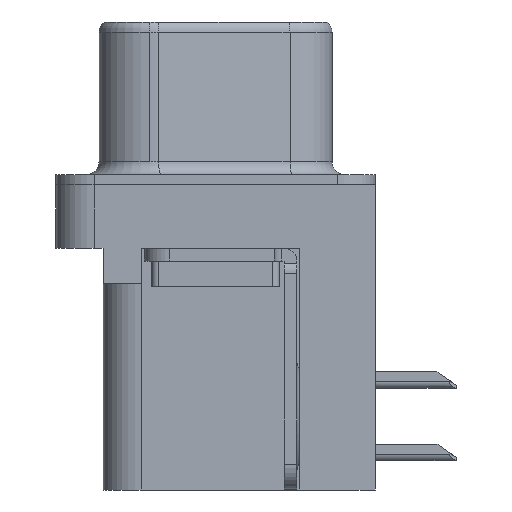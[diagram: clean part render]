
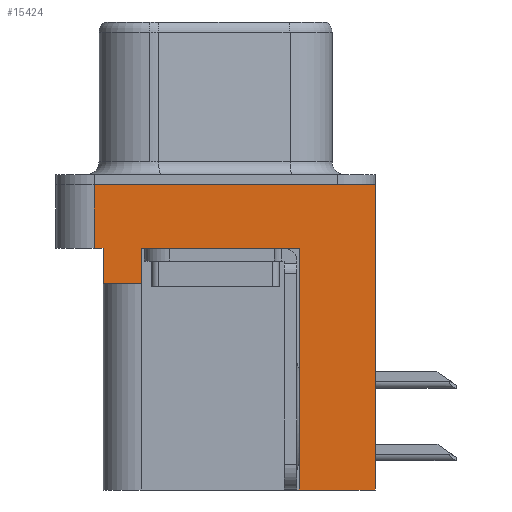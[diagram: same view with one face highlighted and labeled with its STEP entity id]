
A CAD part, left-side view. The second image highlights one B-rep face of the part: STEP entity #15424.
In plain terms, the highlighted planar face has unit normal (-1, 0, 0).
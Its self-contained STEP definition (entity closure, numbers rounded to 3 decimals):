
#513 = DIRECTION ( 'NONE',  ( 0., -1., 0. ) ) ;
#1206 = DIRECTION ( 'NONE',  ( 0., 0., 1. ) ) ;
#2334 = VECTOR ( 'NONE', #1206, 1000. ) ;
#2424 = EDGE_CURVE ( 'NONE', #16736, #8920, #7597, .T. ) ;
#2435 = CARTESIAN_POINT ( 'NONE',  ( -2.935, -3.295, -2.5 ) ) ;
#2608 = DIRECTION ( 'NONE',  ( 0., 0., 1. ) ) ;
#2781 = CARTESIAN_POINT ( 'NONE',  ( -2.935, 2.895, -3.9 ) ) ;
#2855 = LINE ( 'NONE', #12087, #2334 ) ;
#2970 = DIRECTION ( 'NONE',  ( 0., 0., 1. ) ) ;
#3008 = VERTEX_POINT ( 'NONE', #18339 ) ;
#3109 = CARTESIAN_POINT ( 'NONE',  ( -2.935, -6.275, -2.5 ) ) ;
#3585 = ORIENTED_EDGE ( 'NONE', *, *, #9078, .F. ) ;
#3811 = LINE ( 'NONE', #10611, #7244 ) ;
#3963 = VECTOR ( 'NONE', #15729, 1000. ) ;
#3992 = LINE ( 'NONE', #8469, #18066 ) ;
#5506 = VERTEX_POINT ( 'NONE', #8940 ) ;
#5727 = VERTEX_POINT ( 'NONE', #9402 ) ;
#5842 = CARTESIAN_POINT ( 'NONE',  ( -2.935, -6.275, -2.5 ) ) ;
#5858 = VERTEX_POINT ( 'NONE', #9359 ) ;
#6269 = EDGE_CURVE ( 'NONE', #5727, #5506, #2855, .T. ) ;
#6369 = EDGE_CURVE ( 'NONE', #20256, #3008, #7734, .T. ) ;
#7140 = DIRECTION ( 'NONE',  ( -1., 0., 0. ) ) ;
#7208 = DIRECTION ( 'NONE',  ( 0., 0., 1. ) ) ;
#7244 = VECTOR ( 'NONE', #2608, 1000. ) ;
#7474 = ORIENTED_EDGE ( 'NONE', *, *, #6269, .T. ) ;
#7597 = LINE ( 'NONE', #18859, #14315 ) ;
#7734 = LINE ( 'NONE', #5842, #16927 ) ;
#8126 = LINE ( 'NONE', #11214, #3963 ) ;
#8139 = LINE ( 'NONE', #12385, #13346 ) ;
#8469 = CARTESIAN_POINT ( 'NONE',  ( -2.935, -6.275, 0. ) ) ;
#8920 = VERTEX_POINT ( 'NONE', #8929 ) ;
#8929 = CARTESIAN_POINT ( 'NONE',  ( -2.935, 4.425, -3.9 ) ) ;
#8940 = CARTESIAN_POINT ( 'NONE',  ( -2.935, -6.275, 0. ) ) ;
#8975 = CARTESIAN_POINT ( 'NONE',  ( -2.935, -3.295, -12. ) ) ;
#9078 = EDGE_CURVE ( 'NONE', #20256, #16377, #3811, .T. ) ;
#9211 = LINE ( 'NONE', #19242, #9457 ) ;
#9269 = VERTEX_POINT ( 'NONE', #2435 ) ;
#9335 = LINE ( 'NONE', #8975, #9591 ) ;
#9359 = CARTESIAN_POINT ( 'NONE',  ( -2.935, -3.295, -12. ) ) ;
#9402 = CARTESIAN_POINT ( 'NONE',  ( -2.935, -6.275, -12. ) ) ;
#9457 = VECTOR ( 'NONE', #9757, 1000. ) ;
#9591 = VECTOR ( 'NONE', #13664, 1000. ) ;
#9616 = EDGE_CURVE ( 'NONE', #16736, #11580, #9211, .T. ) ;
#9632 = VECTOR ( 'NONE', #14352, 1000. ) ;
#9757 = DIRECTION ( 'NONE',  ( 0., 0., 1. ) ) ;
#10272 = FACE_OUTER_BOUND ( 'NONE', #20394, .T. ) ;
#10611 = CARTESIAN_POINT ( 'NONE',  ( -2.935, 4.775, -2.5 ) ) ;
#10701 = ORIENTED_EDGE ( 'NONE', *, *, #9616, .T. ) ;
#10984 = DIRECTION ( 'NONE',  ( 0., 1., 0. ) ) ;
#11214 = CARTESIAN_POINT ( 'NONE',  ( -2.935, -3.295, -12. ) ) ;
#11580 = VERTEX_POINT ( 'NONE', #18274 ) ;
#11607 = LINE ( 'NONE', #3109, #9632 ) ;
#11882 = EDGE_CURVE ( 'NONE', #5727, #5858, #8126, .T. ) ;
#12087 = CARTESIAN_POINT ( 'NONE',  ( -2.935, -6.275, -2.5 ) ) ;
#12385 = CARTESIAN_POINT ( 'NONE',  ( -2.935, 4.425, -3.9 ) ) ;
#12402 = ORIENTED_EDGE ( 'NONE', *, *, #18982, .T. ) ;
#12533 = EDGE_CURVE ( 'NONE', #5858, #9269, #9335, .T. ) ;
#12750 = CARTESIAN_POINT ( 'NONE',  ( -2.935, 4.775, -2.5 ) ) ;
#13095 = ORIENTED_EDGE ( 'NONE', *, *, #18766, .F. ) ;
#13201 = AXIS2_PLACEMENT_3D ( 'NONE', #15248, #7140, #7208 ) ;
#13346 = VECTOR ( 'NONE', #2970, 1000. ) ;
#13664 = DIRECTION ( 'NONE',  ( 0., 0., 1. ) ) ;
#13721 = ORIENTED_EDGE ( 'NONE', *, *, #6369, .T. ) ;
#13890 = ORIENTED_EDGE ( 'NONE', *, *, #18276, .F. ) ;
#13911 = ORIENTED_EDGE ( 'NONE', *, *, #2424, .F. ) ;
#14315 = VECTOR ( 'NONE', #10984, 1000. ) ;
#14352 = DIRECTION ( 'NONE',  ( 0., -1., 0. ) ) ;
#14763 = ORIENTED_EDGE ( 'NONE', *, *, #12533, .F. ) ;
#15248 = CARTESIAN_POINT ( 'NONE',  ( -2.935, -6.275, -2.5 ) ) ;
#15424 = ADVANCED_FACE ( 'NONE', ( #10272 ), #16682, .T. ) ;
#15729 = DIRECTION ( 'NONE',  ( 0., 1., 0. ) ) ;
#16377 = VERTEX_POINT ( 'NONE', #18629 ) ;
#16682 = PLANE ( 'NONE',  #13201 ) ;
#16736 = VERTEX_POINT ( 'NONE', #2781 ) ;
#16927 = VECTOR ( 'NONE', #16950, 1000. ) ;
#16950 = DIRECTION ( 'NONE',  ( 0., -1., 0. ) ) ;
#18066 = VECTOR ( 'NONE', #513, 1000. ) ;
#18274 = CARTESIAN_POINT ( 'NONE',  ( -2.935, 2.895, -2.5 ) ) ;
#18276 = EDGE_CURVE ( 'NONE', #16377, #5506, #3992, .T. ) ;
#18339 = CARTESIAN_POINT ( 'NONE',  ( -2.935, 4.425, -2.5 ) ) ;
#18629 = CARTESIAN_POINT ( 'NONE',  ( -2.935, 4.775, 0. ) ) ;
#18766 = EDGE_CURVE ( 'NONE', #8920, #3008, #8139, .T. ) ;
#18859 = CARTESIAN_POINT ( 'NONE',  ( -2.935, 4.425, -3.9 ) ) ;
#18982 = EDGE_CURVE ( 'NONE', #11580, #9269, #11607, .T. ) ;
#19242 = CARTESIAN_POINT ( 'NONE',  ( -2.935, 2.895, -3.9 ) ) ;
#20256 = VERTEX_POINT ( 'NONE', #12750 ) ;
#20287 = ORIENTED_EDGE ( 'NONE', *, *, #11882, .F. ) ;
#20394 = EDGE_LOOP ( 'NONE', ( #13890, #3585, #13721, #13095, #13911, #10701, #12402, #14763, #20287, #7474 ) ) ;
